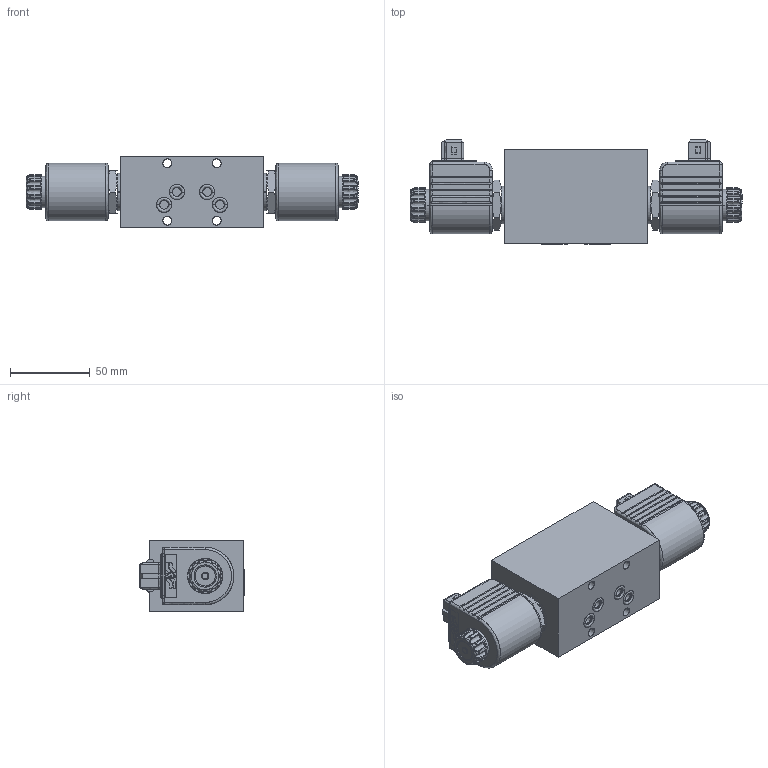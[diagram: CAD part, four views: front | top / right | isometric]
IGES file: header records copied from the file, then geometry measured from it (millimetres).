
Start section: SolidWorks IGES file using analytic representation for surfaces
Global section: file name: CM300--.igs; native system: SolidWorks 2014; preprocessor: SolidWorks 2014; author: serviziopdm; date: 160613.112644; units: millimetre
Bounding box: 208.2 x 65.48 x 45 mm (x, y, z)
Surface area: 52504.5 mm2 (no closed solid volume)
Topology: 0 solids, 0 shells, 806 faces, 8155 edges, 8151 vertices
Faces by surface type: bspline 458, revolution 348
